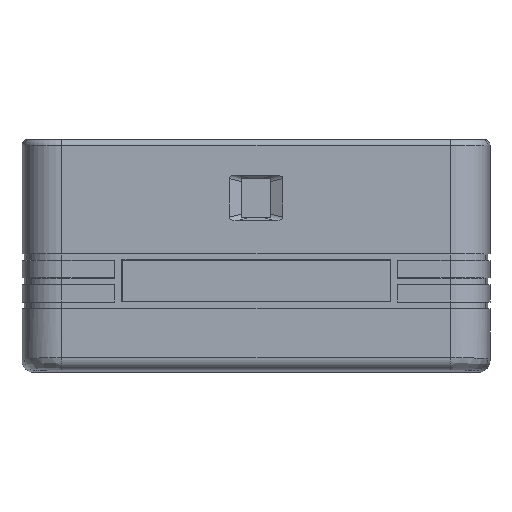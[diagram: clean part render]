
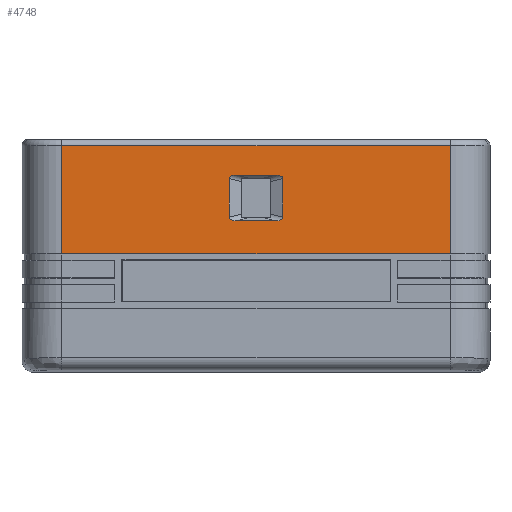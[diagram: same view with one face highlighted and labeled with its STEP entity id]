
A CAD part, front view. The second image highlights one B-rep face of the part: STEP entity #4748.
In plain terms, the highlighted planar face has unit normal (0, -1, 0).
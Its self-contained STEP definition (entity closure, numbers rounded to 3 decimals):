
#171=DIRECTION('',(0.,0.,-1.));
#172=VECTOR('',#171,18.);
#173=CARTESIAN_POINT('',(71.483,0.,-1.));
#174=LINE('',#173,#172);
#185=DIRECTION('',(0.,0.,1.));
#186=VECTOR('',#185,18.);
#187=CARTESIAN_POINT('',(6.967,0.,-19.));
#188=LINE('',#187,#186);
#189=DIRECTION('',(1.,0.,0.));
#190=VECTOR('',#189,64.517);
#191=CARTESIAN_POINT('',(6.967,0.,-1.));
#192=LINE('',#191,#190);
#193=DIRECTION('',(1.,0.,0.));
#194=VECTOR('',#193,64.517);
#195=CARTESIAN_POINT('',(6.967,0.,-19.));
#196=LINE('',#195,#194);
#197=DIRECTION('',(-1.,0.,0.));
#198=VECTOR('',#197,6.485);
#199=CARTESIAN_POINT('',(42.468,0.,-5.9));
#200=LINE('',#199,#198);
#201=DIRECTION('',(1.,0.,0.));
#202=VECTOR('',#201,6.485);
#203=CARTESIAN_POINT('',(35.982,0.,-13.5));
#204=LINE('',#203,#202);
#2198=CARTESIAN_POINT('',(42.468,0.,-5.9));
#2199=CARTESIAN_POINT('',(42.769,0.,-5.9));
#2200=CARTESIAN_POINT('',(43.168,0.,-5.955));
#2201=CARTESIAN_POINT('',(43.55,0.,-6.176));
#2202=CARTESIAN_POINT('',(43.675,0.,-6.353));
#2203=CARTESIAN_POINT('',(43.675,0.,-6.504));
#2219=DIRECTION('',(0.,0.,-1.));
#2220=VECTOR('',#2219,6.393);
#2221=CARTESIAN_POINT('',(43.675,0.,-6.504));
#2222=LINE('',#2221,#2220);
#2237=CARTESIAN_POINT('',(43.675,0.,-12.896));
#2238=CARTESIAN_POINT('',(43.675,0.,-13.047));
#2239=CARTESIAN_POINT('',(43.55,0.,-13.224));
#2240=CARTESIAN_POINT('',(43.168,0.,-13.445));
#2241=CARTESIAN_POINT('',(42.769,0.,-13.5));
#2242=CARTESIAN_POINT('',(42.468,0.,-13.5));
#3548=CARTESIAN_POINT('',(35.982,0.,-13.5));
#3549=CARTESIAN_POINT('',(35.681,0.,-13.5));
#3550=CARTESIAN_POINT('',(35.282,0.,-13.445));
#3551=CARTESIAN_POINT('',(34.9,0.,-13.224));
#3552=CARTESIAN_POINT('',(34.775,0.,-13.047));
#3553=CARTESIAN_POINT('',(34.775,0.,-12.896));
#3573=DIRECTION('',(0.,0.,1.));
#3574=VECTOR('',#3573,6.393);
#3575=CARTESIAN_POINT('',(34.775,0.,-12.896));
#3576=LINE('',#3575,#3574);
#3587=CARTESIAN_POINT('',(34.775,0.,-6.504));
#3588=CARTESIAN_POINT('',(34.775,0.,-6.353));
#3589=CARTESIAN_POINT('',(34.9,0.,-6.176));
#3590=CARTESIAN_POINT('',(35.282,0.,-5.955));
#3591=CARTESIAN_POINT('',(35.681,0.,-5.9));
#3592=CARTESIAN_POINT('',(35.982,0.,-5.9));
#3738=CARTESIAN_POINT('',(6.967,0.,-1.));
#3739=VERTEX_POINT('',#3738);
#3742=CARTESIAN_POINT('',(71.483,0.,-1.));
#3743=VERTEX_POINT('',#3742);
#3784=VERTEX_POINT('',#2198);
#3785=VERTEX_POINT('',#2203);
#3792=VERTEX_POINT('',#3587);
#3793=VERTEX_POINT('',#3592);
#3797=VERTEX_POINT('',#2237);
#3798=VERTEX_POINT('',#2242);
#3799=VERTEX_POINT('',#3548);
#3800=VERTEX_POINT('',#3553);
#4129=CARTESIAN_POINT('',(6.967,0.,-19.));
#4130=VERTEX_POINT('',#4129);
#4131=CARTESIAN_POINT('',(71.483,0.,-19.));
#4132=VERTEX_POINT('',#4131);
#4717=CARTESIAN_POINT('',(6.967,0.,0.));
#4718=DIRECTION('',(0.,-1.,0.));
#4719=DIRECTION('',(1.,0.,0.));
#4720=AXIS2_PLACEMENT_3D('',#4717,#4718,#4719);
#4721=PLANE('',#4720);
#4723=ORIENTED_EDGE('',*,*,#4722,.T.);
#4724=ORIENTED_EDGE('',*,*,#4654,.T.);
#4725=ORIENTED_EDGE('',*,*,#4708,.T.);
#4727=ORIENTED_EDGE('',*,*,#4726,.F.);
#4728=EDGE_LOOP('',(#4723,#4724,#4725,#4727));
#4729=FACE_OUTER_BOUND('',#4728,.F.);
#4731=ORIENTED_EDGE('',*,*,#4730,.T.);
#4733=ORIENTED_EDGE('',*,*,#4732,.F.);
#4735=ORIENTED_EDGE('',*,*,#4734,.F.);
#4737=ORIENTED_EDGE('',*,*,#4736,.F.);
#4739=ORIENTED_EDGE('',*,*,#4738,.T.);
#4741=ORIENTED_EDGE('',*,*,#4740,.F.);
#4743=ORIENTED_EDGE('',*,*,#4742,.F.);
#4745=ORIENTED_EDGE('',*,*,#4744,.F.);
#4746=EDGE_LOOP('',(#4731,#4733,#4735,#4737,#4739,#4741,#4743,#4745));
#4747=FACE_BOUND('',#4746,.F.);
#4748=ADVANCED_FACE('',(#4729,#4747),#4721,.T.);
#2204=B_SPLINE_CURVE_WITH_KNOTS('',3,(#2198,#2199,#2200,#2201,#2202,#2203),
.UNSPECIFIED.,.F.,.F.,(4,1,1,4),(0.,0.5,0.75,1.),.UNSPECIFIED.);
#2243=B_SPLINE_CURVE_WITH_KNOTS('',3,(#2237,#2238,#2239,#2240,#2241,#2242),
.UNSPECIFIED.,.F.,.F.,(4,1,1,4),(0.,0.25,0.5,1.),.UNSPECIFIED.);
#3554=B_SPLINE_CURVE_WITH_KNOTS('',3,(#3548,#3549,#3550,#3551,#3552,#3553),
.UNSPECIFIED.,.F.,.F.,(4,1,1,4),(0.,0.5,0.75,1.),.UNSPECIFIED.);
#3593=B_SPLINE_CURVE_WITH_KNOTS('',3,(#3587,#3588,#3589,#3590,#3591,#3592),
.UNSPECIFIED.,.F.,.F.,(4,1,1,4),(0.,0.25,0.5,1.),.UNSPECIFIED.);
#4654=EDGE_CURVE('',#3739,#3743,#192,.T.);
#4708=EDGE_CURVE('',#3743,#4132,#174,.T.);
#4722=EDGE_CURVE('',#4130,#3739,#188,.T.);
#4726=EDGE_CURVE('',#4130,#4132,#196,.T.);
#4730=EDGE_CURVE('',#3784,#3793,#200,.T.);
#4732=EDGE_CURVE('',#3792,#3793,#3593,.T.);
#4734=EDGE_CURVE('',#3800,#3792,#3576,.T.);
#4736=EDGE_CURVE('',#3799,#3800,#3554,.T.);
#4738=EDGE_CURVE('',#3799,#3798,#204,.T.);
#4740=EDGE_CURVE('',#3797,#3798,#2243,.T.);
#4742=EDGE_CURVE('',#3785,#3797,#2222,.T.);
#4744=EDGE_CURVE('',#3784,#3785,#2204,.T.);
